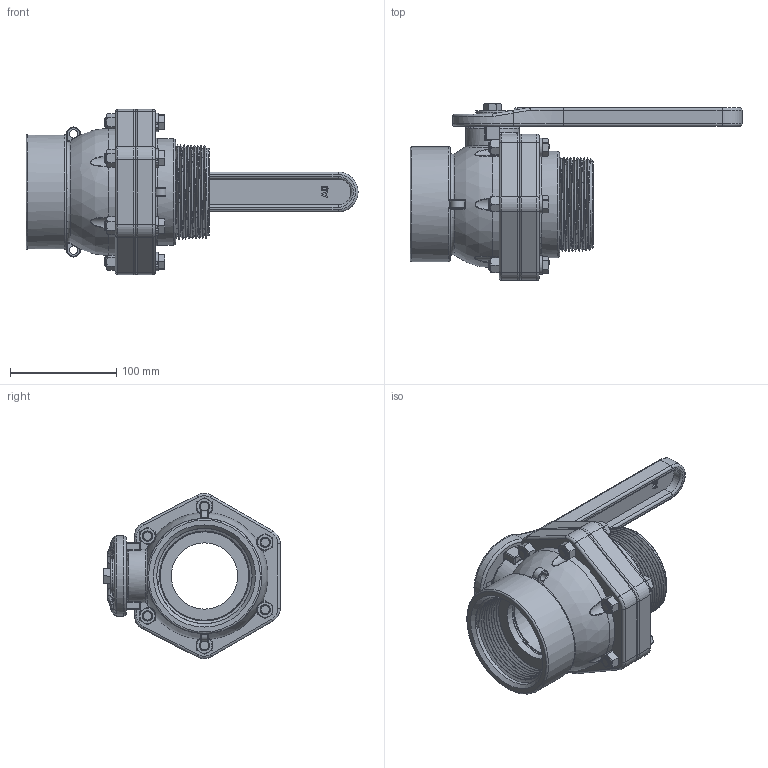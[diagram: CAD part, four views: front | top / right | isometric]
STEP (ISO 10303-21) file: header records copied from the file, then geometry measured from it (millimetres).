
FILE_DESCRIPTION(/* description */ ('3" STUBBY BODY, 3" NPT'),/* implementation_level */ '2;1');
FILE_NAME(/* name */ 'VSMT300.stp',/* time_stamp */ '2015-06-17T13:03:21-04:00',/* author */ ('MJC'),/* organization */ (''),/* preprocessor_version */ 'ST-DEVELOPER v15.6',/* originating_system */ 'Autodesk Inventor 2015',/* authorisation */ '');
FILE_SCHEMA (('AUTOMOTIVE_DESIGN { 1 0 10303 214 3 1 1 }'));
Length unit declared in the file: inch
Products named in the file (20): VS30254X; VS30254; V20010SS; V20018; V20019; V25020; V25121; V25153; V25160; V25163; V30265; V25151BX; VS25151B; VX30255; VS30255M; VS30255; VS30258; VSMT30264X; VSMT30264; VSMT300
Assembly tree (35 placements, depth 4):
  VSMT300
    VS30254
      VS30254X
    V20010SS  x6
    V20018  x6
    V20019  x6
    V25020
    V25121
    V25153
    V25160
    V25163
    V30265
    VS25151B
      V25151BX
    VS30255
      VS30255M
        VX30255
    VS30258  x2
    VSMT30264
      VSMT30264X
Bounding box: 312.42 x 166.19 x 155.54 mm (x, y, z)
Volume: 1233931.4 mm3; surface area: 305487.6 mm2
Topology: 30 solids, 30 shells, 2348 faces, 5394 edges, 3176 vertices
Faces by surface type: cylinder 799, cone 653, plane 629, bspline 152, torus 95, sphere 20
Full cylindrical faces by diameter (mm): 5.588 x2, 7.798 x1, 7.874 x2, 9.525 x1, 10.312 x7, 11.176 x6, 14.275 x1, 25.4 x1, 25.527 x1, 25.806 x1, 31.496 x1, 31.521 x1, 31.75 x2, 36.525 x1, 37.084 x1, 62.484 x3, 67.869 x1, 67.945 x1, 68.072 x2, 69.85 x1, 73.152 x3, 73.228 x1, 93.853 x1, 94.996 x1, 100.203 x1, 100.33 x1, 108.204 x1, 112.725 x1
Entity records: 44970 total; most frequent: CARTESIAN_POINT 16794, ORIENTED_EDGE 5784, DIRECTION 5495, EDGE_CURVE 2892, AXIS2_PLACEMENT_3D 1949, VERTEX_POINT 1840, LINE 1597, VECTOR 1597
